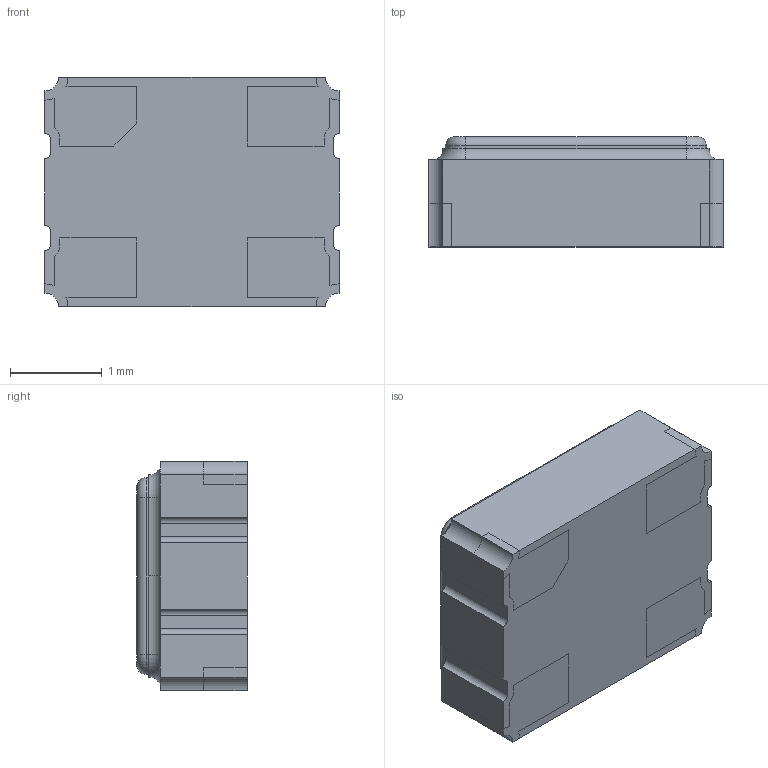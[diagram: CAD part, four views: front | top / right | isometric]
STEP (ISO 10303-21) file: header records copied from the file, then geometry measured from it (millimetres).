
FILE_DESCRIPTION (( 'STEP AP214' ), '1' );
FILE_NAME ('TX32-33010S-19.200-M.STEP', '2025-01-17T14:13:54', ( '' ), ( '' ), 'SwSTEP 2.0', 'SolidWorks 2021', '' );
FILE_SCHEMA (( 'AUTOMOTIVE_DESIGN' ));
Length unit declared in the file: millimetre
Products named in the file (1): TX32-33010S-19.200-M
Bounding box: 3.2 x 1.2 x 2.5 mm (x, y, z)
Volume: 9 mm3; surface area: 70.5 mm2
Topology: 8 solids, 8 shells, 152 faces, 397 edges, 262 vertices
Faces by surface type: plane 87, cylinder 57, torus 8
Entity records: 4779 total; most frequent: DIRECTION 828, CARTESIAN_POINT 812, ORIENTED_EDGE 794, EDGE_CURVE 397, AXIS2_PLACEMENT_3D 278, VECTOR 272, LINE 272, VERTEX_POINT 262
